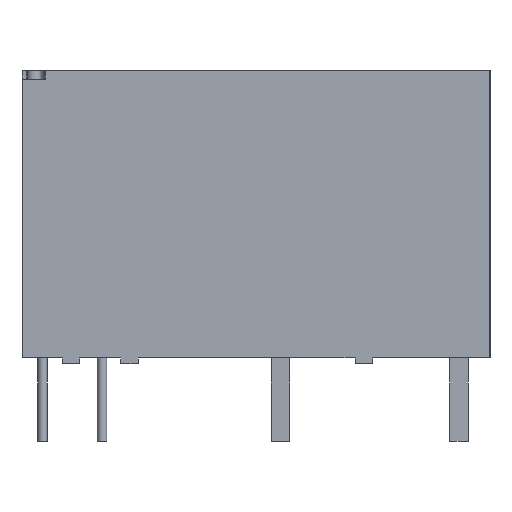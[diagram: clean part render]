
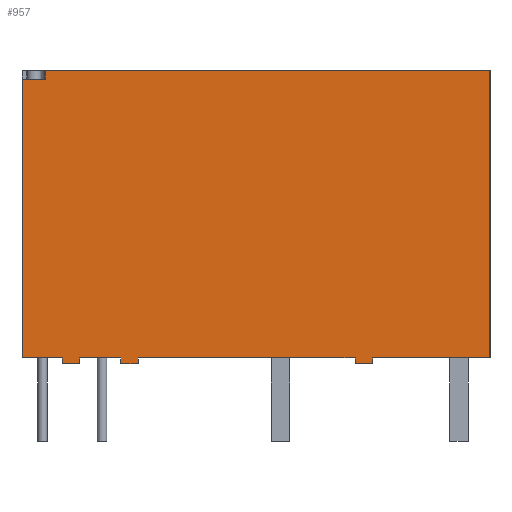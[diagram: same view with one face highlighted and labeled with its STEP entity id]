
A CAD part, front view. The second image highlights one B-rep face of the part: STEP entity #957.
In plain terms, the highlighted planar face has unit normal (0, -1, 0).
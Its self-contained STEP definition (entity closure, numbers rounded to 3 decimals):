
#5 = CARTESIAN_POINT ( 'NONE',  ( -5.024, -2.525, 0. ) ) ;
#8 = VERTEX_POINT ( 'NONE', #485 ) ;
#46 = ORIENTED_EDGE ( 'NONE', *, *, #418, .T. ) ;
#62 = EDGE_CURVE ( 'NONE', #1729, #360, #1966, .T. ) ;
#105 = CARTESIAN_POINT ( 'NONE',  ( -7.524, -2.525, 0. ) ) ;
#122 = CARTESIAN_POINT ( 'NONE',  ( -7.524, -2.525, 0. ) ) ;
#126 = DIRECTION ( 'NONE',  ( 0., 0., 1. ) ) ;
#127 = CARTESIAN_POINT ( 'NONE',  ( -9.985, -2.525, 0.25 ) ) ;
#145 = LINE ( 'NONE', #1268, #871 ) ;
#158 = VECTOR ( 'NONE', #758, 1000. ) ;
#165 = LINE ( 'NONE', #383, #314 ) ;
#172 = DIRECTION ( 'NONE',  ( 0., 0., -1. ) ) ;
#184 = DIRECTION ( 'NONE',  ( 1., 0., 0. ) ) ;
#194 = VECTOR ( 'NONE', #2157, 1000. ) ;
#231 = VECTOR ( 'NONE', #1057, 1000. ) ;
#239 = LINE ( 'NONE', #2175, #1307 ) ;
#246 = ORIENTED_EDGE ( 'NONE', *, *, #1744, .F. ) ;
#253 = LINE ( 'NONE', #2235, #2331 ) ;
#257 = EDGE_CURVE ( 'NONE', #1242, #827, #1881, .T. ) ;
#278 = EDGE_CURVE ( 'NONE', #1003, #560, #239, .T. ) ;
#289 = CARTESIAN_POINT ( 'NONE',  ( 4.976, -2.525, 0.25 ) ) ;
#299 = VECTOR ( 'NONE', #640, 1000. ) ;
#314 = VECTOR ( 'NONE', #1082, 1000. ) ;
#344 = EDGE_CURVE ( 'NONE', #1537, #1563, #165, .T. ) ;
#360 = VERTEX_POINT ( 'NONE', #1411 ) ;
#373 = CARTESIAN_POINT ( 'NONE',  ( -5.774, -2.525, 0.25 ) ) ;
#378 = LINE ( 'NONE', #1186, #601 ) ;
#383 = CARTESIAN_POINT ( 'NONE',  ( -9.985, -2.525, 0.25 ) ) ;
#393 = VERTEX_POINT ( 'NONE', #5 ) ;
#402 = ORIENTED_EDGE ( 'NONE', *, *, #1776, .F. ) ;
#413 = VERTEX_POINT ( 'NONE', #2185 ) ;
#418 = EDGE_CURVE ( 'NONE', #8, #1488, #589, .T. ) ;
#434 = VECTOR ( 'NONE', #2124, 1000. ) ;
#451 = CARTESIAN_POINT ( 'NONE',  ( -8.985, -2.525, 12.15 ) ) ;
#456 = ORIENTED_EDGE ( 'NONE', *, *, #1021, .T. ) ;
#477 = LINE ( 'NONE', #105, #1535 ) ;
#478 = VERTEX_POINT ( 'NONE', #1321 ) ;
#485 = CARTESIAN_POINT ( 'NONE',  ( 4.976, -2.525, 0. ) ) ;
#494 = ORIENTED_EDGE ( 'NONE', *, *, #257, .F. ) ;
#527 = CARTESIAN_POINT ( 'NONE',  ( -9.985, -2.525, 12.5 ) ) ;
#536 = VECTOR ( 'NONE', #1690, 1000. ) ;
#543 = EDGE_CURVE ( 'NONE', #360, #721, #1078, .T. ) ;
#555 = DIRECTION ( 'NONE',  ( -1., 0., 0. ) ) ;
#560 = VERTEX_POINT ( 'NONE', #2126 ) ;
#566 = CARTESIAN_POINT ( 'NONE',  ( -5.024, -2.525, 0. ) ) ;
#589 = LINE ( 'NONE', #1813, #158 ) ;
#596 = DIRECTION ( 'NONE',  ( 0., 0., 1. ) ) ;
#601 = VECTOR ( 'NONE', #126, 1000. ) ;
#627 = DIRECTION ( 'NONE',  ( -1., 0., 0. ) ) ;
#640 = DIRECTION ( 'NONE',  ( -1., 0., 0. ) ) ;
#694 = ORIENTED_EDGE ( 'NONE', *, *, #2147, .F. ) ;
#709 = DIRECTION ( 'NONE',  ( -1., 0., 0. ) ) ;
#721 = VERTEX_POINT ( 'NONE', #1956 ) ;
#738 = CARTESIAN_POINT ( 'NONE',  ( -5.024, -2.525, 0.25 ) ) ;
#747 = CARTESIAN_POINT ( 'NONE',  ( -8.274, -2.525, 0. ) ) ;
#749 = ORIENTED_EDGE ( 'NONE', *, *, #1039, .T. ) ;
#758 = DIRECTION ( 'NONE',  ( 0., 0., 1. ) ) ;
#767 = VECTOR ( 'NONE', #709, 1000. ) ;
#815 = EDGE_CURVE ( 'NONE', #413, #1563, #378, .T. ) ;
#827 = VERTEX_POINT ( 'NONE', #854 ) ;
#838 = ORIENTED_EDGE ( 'NONE', *, *, #62, .F. ) ;
#845 = LINE ( 'NONE', #1234, #1952 ) ;
#849 = PLANE ( 'NONE',  #1385 ) ;
#854 = CARTESIAN_POINT ( 'NONE',  ( -8.274, -2.525, 0.25 ) ) ;
#871 = VECTOR ( 'NONE', #184, 1000. ) ;
#901 = LINE ( 'NONE', #2322, #194 ) ;
#937 = VECTOR ( 'NONE', #1626, 1000. ) ;
#947 = VERTEX_POINT ( 'NONE', #122 ) ;
#957 = ADVANCED_FACE ( 'NONE', ( #1206 ), #849, .F. ) ;
#995 = VERTEX_POINT ( 'NONE', #1972 ) ;
#1003 = VERTEX_POINT ( 'NONE', #1765 ) ;
#1021 = EDGE_CURVE ( 'NONE', #1488, #1359, #145, .T. ) ;
#1039 = EDGE_CURVE ( 'NONE', #478, #827, #901, .T. ) ;
#1051 = LINE ( 'NONE', #1935, #767 ) ;
#1057 = DIRECTION ( 'NONE',  ( 0., 0., -1. ) ) ;
#1061 = ORIENTED_EDGE ( 'NONE', *, *, #815, .F. ) ;
#1068 = ORIENTED_EDGE ( 'NONE', *, *, #1590, .T. ) ;
#1075 = EDGE_CURVE ( 'NONE', #393, #1214, #1984, .T. ) ;
#1078 = LINE ( 'NONE', #1205, #1202 ) ;
#1082 = DIRECTION ( 'NONE',  ( 1., 0., 0. ) ) ;
#1140 = CARTESIAN_POINT ( 'NONE',  ( -7.524, -2.525, 0.25 ) ) ;
#1155 = LINE ( 'NONE', #1687, #1419 ) ;
#1186 = CARTESIAN_POINT ( 'NONE',  ( -5.774, -2.525, 0. ) ) ;
#1202 = VECTOR ( 'NONE', #1238, 1000. ) ;
#1205 = CARTESIAN_POINT ( 'NONE',  ( -9.985, -2.525, 12.5 ) ) ;
#1206 = FACE_OUTER_BOUND ( 'NONE', #2217, .T. ) ;
#1214 = VERTEX_POINT ( 'NONE', #738 ) ;
#1234 = CARTESIAN_POINT ( 'NONE',  ( 9.985, -2.525, 12.5 ) ) ;
#1238 = DIRECTION ( 'NONE',  ( 1., 0., 0. ) ) ;
#1239 = DIRECTION ( 'NONE',  ( 0., 1., 0. ) ) ;
#1242 = VERTEX_POINT ( 'NONE', #747 ) ;
#1243 = ORIENTED_EDGE ( 'NONE', *, *, #1075, .T. ) ;
#1268 = CARTESIAN_POINT ( 'NONE',  ( -9.985, -2.525, 0.25 ) ) ;
#1307 = VECTOR ( 'NONE', #596, 1000. ) ;
#1321 = CARTESIAN_POINT ( 'NONE',  ( -9.985, -2.525, 0.25 ) ) ;
#1359 = VERTEX_POINT ( 'NONE', #1985 ) ;
#1385 = AXIS2_PLACEMENT_3D ( 'NONE', #1425, #1239, #555 ) ;
#1403 = EDGE_CURVE ( 'NONE', #947, #1242, #253, .T. ) ;
#1411 = CARTESIAN_POINT ( 'NONE',  ( -8.985, -2.525, 12.5 ) ) ;
#1412 = ORIENTED_EDGE ( 'NONE', *, *, #344, .T. ) ;
#1419 = VECTOR ( 'NONE', #1885, 1000. ) ;
#1425 = CARTESIAN_POINT ( 'NONE',  ( -9.985, -2.525, 12.5 ) ) ;
#1488 = VERTEX_POINT ( 'NONE', #289 ) ;
#1496 = VECTOR ( 'NONE', #1801, 1000. ) ;
#1513 = ORIENTED_EDGE ( 'NONE', *, *, #1892, .F. ) ;
#1521 = LINE ( 'NONE', #2239, #299 ) ;
#1535 = VECTOR ( 'NONE', #2091, 1000. ) ;
#1537 = VERTEX_POINT ( 'NONE', #1140 ) ;
#1559 = LINE ( 'NONE', #127, #434 ) ;
#1563 = VERTEX_POINT ( 'NONE', #373 ) ;
#1590 = EDGE_CURVE ( 'NONE', #995, #478, #2146, .T. ) ;
#1612 = ORIENTED_EDGE ( 'NONE', *, *, #2150, .T. ) ;
#1626 = DIRECTION ( 'NONE',  ( 0., 0., 1. ) ) ;
#1669 = ORIENTED_EDGE ( 'NONE', *, *, #278, .F. ) ;
#1687 = CARTESIAN_POINT ( 'NONE',  ( 0., -2.525, 12.15 ) ) ;
#1690 = DIRECTION ( 'NONE',  ( 0., 0., 1. ) ) ;
#1729 = VERTEX_POINT ( 'NONE', #451 ) ;
#1744 = EDGE_CURVE ( 'NONE', #721, #1359, #845, .T. ) ;
#1765 = CARTESIAN_POINT ( 'NONE',  ( 4.226, -2.525, 0. ) ) ;
#1776 = EDGE_CURVE ( 'NONE', #393, #413, #1051, .T. ) ;
#1801 = DIRECTION ( 'NONE',  ( 0., 0., 1. ) ) ;
#1813 = CARTESIAN_POINT ( 'NONE',  ( 4.976, -2.525, 0. ) ) ;
#1881 = LINE ( 'NONE', #2267, #536 ) ;
#1885 = DIRECTION ( 'NONE',  ( 1., 0., 0. ) ) ;
#1892 = EDGE_CURVE ( 'NONE', #995, #1729, #1155, .T. ) ;
#1904 = ORIENTED_EDGE ( 'NONE', *, *, #543, .F. ) ;
#1935 = CARTESIAN_POINT ( 'NONE',  ( -5.774, -2.525, 0. ) ) ;
#1952 = VECTOR ( 'NONE', #172, 1000. ) ;
#1956 = CARTESIAN_POINT ( 'NONE',  ( 9.985, -2.525, 12.5 ) ) ;
#1966 = LINE ( 'NONE', #2303, #937 ) ;
#1972 = CARTESIAN_POINT ( 'NONE',  ( -9.985, -2.525, 12.15 ) ) ;
#1984 = LINE ( 'NONE', #566, #1496 ) ;
#1985 = CARTESIAN_POINT ( 'NONE',  ( 9.985, -2.525, 0.25 ) ) ;
#2091 = DIRECTION ( 'NONE',  ( 0., 0., 1. ) ) ;
#2112 = ORIENTED_EDGE ( 'NONE', *, *, #2288, .T. ) ;
#2124 = DIRECTION ( 'NONE',  ( 1., 0., 0. ) ) ;
#2126 = CARTESIAN_POINT ( 'NONE',  ( 4.226, -2.525, 0.25 ) ) ;
#2146 = LINE ( 'NONE', #527, #231 ) ;
#2147 = EDGE_CURVE ( 'NONE', #8, #1003, #1521, .T. ) ;
#2149 = ORIENTED_EDGE ( 'NONE', *, *, #1403, .F. ) ;
#2150 = EDGE_CURVE ( 'NONE', #947, #1537, #477, .T. ) ;
#2157 = DIRECTION ( 'NONE',  ( 1., 0., 0. ) ) ;
#2175 = CARTESIAN_POINT ( 'NONE',  ( 4.226, -2.525, 0. ) ) ;
#2185 = CARTESIAN_POINT ( 'NONE',  ( -5.774, -2.525, 0. ) ) ;
#2217 = EDGE_LOOP ( 'NONE', ( #838, #1513, #1068, #749, #494, #2149, #1612, #1412, #1061, #402, #1243, #2112, #1669, #694, #46, #456, #246, #1904 ) ) ;
#2235 = CARTESIAN_POINT ( 'NONE',  ( -8.274, -2.525, 0. ) ) ;
#2239 = CARTESIAN_POINT ( 'NONE',  ( 4.226, -2.525, 0. ) ) ;
#2267 = CARTESIAN_POINT ( 'NONE',  ( -8.274, -2.525, 0. ) ) ;
#2288 = EDGE_CURVE ( 'NONE', #1214, #560, #1559, .T. ) ;
#2303 = CARTESIAN_POINT ( 'NONE',  ( -8.985, -2.525, 12.15 ) ) ;
#2322 = CARTESIAN_POINT ( 'NONE',  ( -9.985, -2.525, 0.25 ) ) ;
#2331 = VECTOR ( 'NONE', #627, 1000. ) ;
